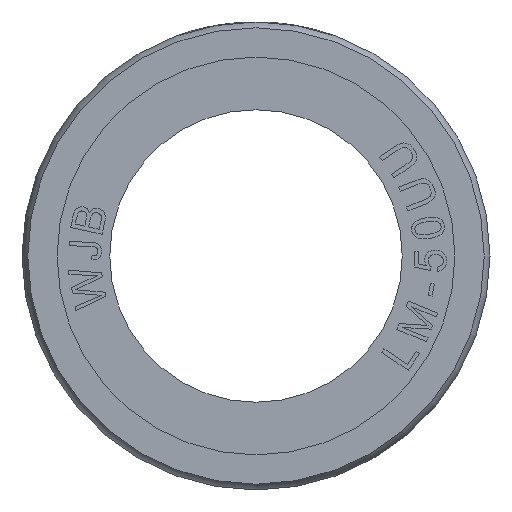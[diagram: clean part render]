
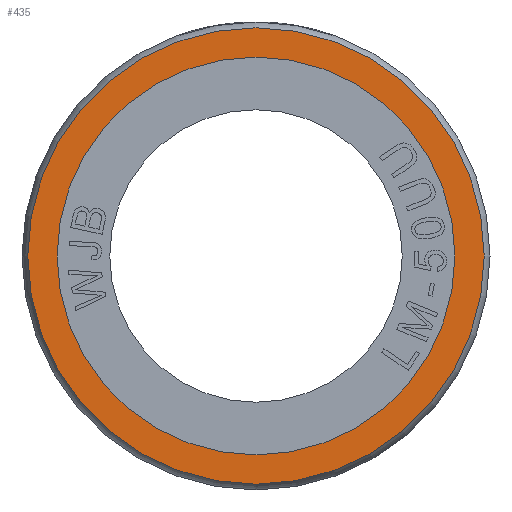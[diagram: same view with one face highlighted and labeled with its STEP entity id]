
A CAD part, left-side view. The second image highlights one B-rep face of the part: STEP entity #435.
In plain terms, the highlighted planar face has unit normal (-1, 0, 0).
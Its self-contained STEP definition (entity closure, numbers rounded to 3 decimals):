
#435=ADVANCED_FACE('',(#985,#986),#714,.T.);
#714=PLANE('',#5163);
#910=CIRCLE('',#5160,39.012);
#911=CIRCLE('',#5162,34.);
#985=FACE_BOUND('',#1066,.T.);
#986=FACE_BOUND('',#1067,.T.);
#1066=EDGE_LOOP('',(#2405));
#1067=EDGE_LOOP('',(#2406));
#2405=ORIENTED_EDGE('',*,*,#4273,.T.);
#2406=ORIENTED_EDGE('',*,*,#4274,.F.);
#3799=VERTEX_POINT('',#7604);
#3800=VERTEX_POINT('',#7607);
#4273=EDGE_CURVE('',#3799,#3799,#910,.T.);
#4274=EDGE_CURVE('',#3800,#3800,#911,.T.);
#5160=AXIS2_PLACEMENT_3D('',#7603,#5586,#5587);
#5162=AXIS2_PLACEMENT_3D('',#7606,#5590,#5591);
#5163=AXIS2_PLACEMENT_3D('',#7608,#5592,#5593);
#5586=DIRECTION('',(-1.,0.,0.));
#5587=DIRECTION('',(0.,0.,1.));
#5590=DIRECTION('',(-1.,0.,0.));
#5591=DIRECTION('',(0.,0.,1.));
#5592=DIRECTION('',(-1.,0.,0.));
#5593=DIRECTION('',(0.,0.,1.));
#7603=CARTESIAN_POINT('',(0.,0.,0.));
#7604=CARTESIAN_POINT('',(0.,0.,39.012));
#7606=CARTESIAN_POINT('',(0.,0.,0.));
#7607=CARTESIAN_POINT('',(0.,0.,34.));
#7608=CARTESIAN_POINT('',(0.,0.,36.506));
